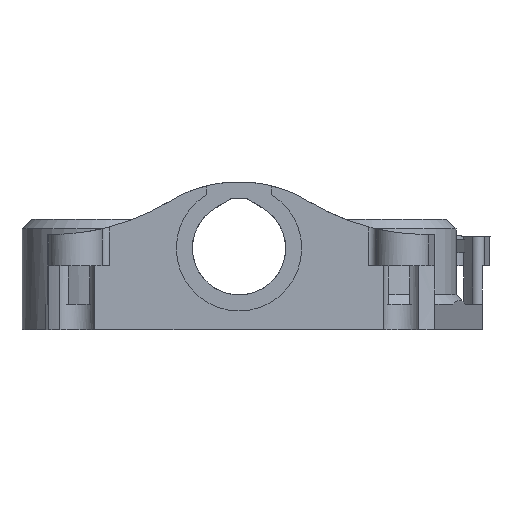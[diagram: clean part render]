
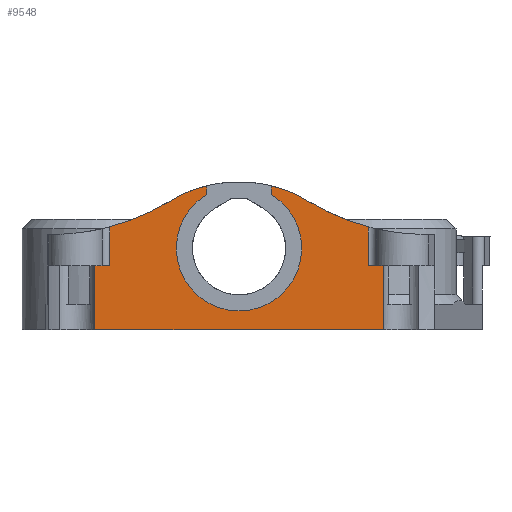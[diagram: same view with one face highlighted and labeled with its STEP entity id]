
A CAD part, front view. The second image highlights one B-rep face of the part: STEP entity #9548.
In plain terms, the highlighted planar face has unit normal (0, -1, 0).
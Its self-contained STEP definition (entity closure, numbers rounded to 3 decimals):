
#221=CIRCLE('',#9846,9.75);
#222=CIRCLE('',#9852,20.018);
#223=CIRCLE('',#9855,20.018);
#246=CIRCLE('',#9905,35.);
#247=CIRCLE('',#9918,35.);
#1717=FACE_OUTER_BOUND('',#2260,.T.);
#2260=EDGE_LOOP('',(#8732,#8733,#8734,#8735,#8736,#8737,#8738,#8739,#8740,
#8741,#8742,#8743,#8744,#8745));
#2748=LINE('',#18856,#3392);
#2874=LINE('',#20850,#3518);
#2879=LINE('',#20860,#3523);
#2920=LINE('',#21263,#3564);
#2921=LINE('',#21266,#3565);
#2922=LINE('',#21267,#3566);
#2923=LINE('',#21269,#3567);
#2924=LINE('',#21271,#3568);
#2925=LINE('',#21272,#3569);
#3392=VECTOR('',#10609,10.);
#3518=VECTOR('',#11059,10.);
#3523=VECTOR('',#11070,10.);
#3564=VECTOR('',#11265,10.);
#3565=VECTOR('',#11268,10.);
#3566=VECTOR('',#11269,10.);
#3567=VECTOR('',#11270,10.);
#3568=VECTOR('',#11271,10.);
#3569=VECTOR('',#11272,10.);
#4237=VERTEX_POINT('',#18853);
#4238=VERTEX_POINT('',#18855);
#4484=VERTEX_POINT('',#20848);
#4485=VERTEX_POINT('',#20849);
#4486=VERTEX_POINT('',#20854);
#4487=VERTEX_POINT('',#20858);
#4488=VERTEX_POINT('',#20869);
#4489=VERTEX_POINT('',#20876);
#4512=VERTEX_POINT('',#21035);
#4522=VERTEX_POINT('',#21209);
#4525=VERTEX_POINT('',#21261);
#4526=VERTEX_POINT('',#21265);
#4527=VERTEX_POINT('',#21268);
#4528=VERTEX_POINT('',#21270);
#5514=EDGE_CURVE('',#4238,#4237,#2748,.T.);
#5854=EDGE_CURVE('',#4484,#4485,#2874,.T.);
#5857=EDGE_CURVE('',#4486,#4484,#221,.T.);
#5860=EDGE_CURVE('',#4487,#4486,#2879,.T.);
#5865=EDGE_CURVE('',#4485,#4488,#222,.T.);
#5870=EDGE_CURVE('',#4489,#4487,#223,.T.);
#5924=EDGE_CURVE('',#4512,#4489,#246,.T.);
#5945=EDGE_CURVE('',#4488,#4522,#247,.T.);
#5953=EDGE_CURVE('',#4512,#4525,#2920,.T.);
#5954=EDGE_CURVE('',#4526,#4525,#2921,.T.);
#5955=EDGE_CURVE('',#4238,#4526,#2922,.T.);
#5956=EDGE_CURVE('',#4237,#4527,#2923,.T.);
#5957=EDGE_CURVE('',#4528,#4527,#2924,.T.);
#5958=EDGE_CURVE('',#4522,#4528,#2925,.T.);
#8732=ORIENTED_EDGE('',*,*,#5854,.F.);
#8733=ORIENTED_EDGE('',*,*,#5857,.F.);
#8734=ORIENTED_EDGE('',*,*,#5860,.F.);
#8735=ORIENTED_EDGE('',*,*,#5870,.F.);
#8736=ORIENTED_EDGE('',*,*,#5924,.F.);
#8737=ORIENTED_EDGE('',*,*,#5953,.T.);
#8738=ORIENTED_EDGE('',*,*,#5954,.F.);
#8739=ORIENTED_EDGE('',*,*,#5955,.F.);
#8740=ORIENTED_EDGE('',*,*,#5514,.T.);
#8741=ORIENTED_EDGE('',*,*,#5956,.T.);
#8742=ORIENTED_EDGE('',*,*,#5957,.F.);
#8743=ORIENTED_EDGE('',*,*,#5958,.F.);
#8744=ORIENTED_EDGE('',*,*,#5945,.F.);
#8745=ORIENTED_EDGE('',*,*,#5865,.F.);
#9063=PLANE('',#9925);
#9548=ADVANCED_FACE('',(#1717),#9063,.F.);
#9846=AXIS2_PLACEMENT_3D('',#20855,#11064,#11065);
#9852=AXIS2_PLACEMENT_3D('',#20870,#11083,#11084);
#9855=AXIS2_PLACEMENT_3D('',#20878,#11093,#11094);
#9905=AXIS2_PLACEMENT_3D('',#21046,#11217,#11218);
#9918=AXIS2_PLACEMENT_3D('',#21210,#11250,#11251);
#9925=AXIS2_PLACEMENT_3D('',#21264,#11266,#11267);
#10609=DIRECTION('',(1.,0.,0.));
#11059=DIRECTION('',(0.,0.,1.));
#11064=DIRECTION('center_axis',(0.,-1.,
0.));
#11065=DIRECTION('ref_axis',(1.,0.,0.));
#11070=DIRECTION('',(0.,0.,-1.));
#11083=DIRECTION('center_axis',(0.,1.,
0.));
#11084=DIRECTION('ref_axis',(0.,0.,
1.));
#11093=DIRECTION('center_axis',(0.,1.,
0.));
#11094=DIRECTION('ref_axis',(-0.523,0.,0.852));
#11217=DIRECTION('center_axis',(0.,-1.,
0.));
#11218=DIRECTION('ref_axis',(0.523,0.,-0.852));
#11250=DIRECTION('center_axis',(0.,-1.,
0.));
#11251=DIRECTION('ref_axis',(-0.057,0.,-0.998));
#11265=DIRECTION('',(0.,0.,-1.));
#11266=DIRECTION('center_axis',(0.,1.,
0.));
#11267=DIRECTION('ref_axis',(-1.,0.,0.));
#11268=DIRECTION('',(1.,0.,0.));
#11269=DIRECTION('',(0.,0.,1.));
#11270=DIRECTION('',(0.,0.,1.));
#11271=DIRECTION('',(1.,0.,0.));
#11272=DIRECTION('',(0.,0.,-1.));
#18853=CARTESIAN_POINT('',(22.4,-21.4,-42.4));
#18855=CARTESIAN_POINT('',(-22.4,-21.4,-42.4));
#18856=CARTESIAN_POINT('',(20.443,-21.4,-42.4));
#20848=CARTESIAN_POINT('',(5.,-21.4,-21.33));
#20849=CARTESIAN_POINT('',(5.,-21.4,-19.972));
#20850=CARTESIAN_POINT('',(5.,-21.4,-31.865));
#20854=CARTESIAN_POINT('',(-5.,-21.4,-21.33));
#20855=CARTESIAN_POINT('Origin',(0.,-21.4,
-29.7));
#20858=CARTESIAN_POINT('',(-5.,-21.4,-19.972));
#20860=CARTESIAN_POINT('',(-5.,-21.4,-31.151));
#20869=CARTESIAN_POINT('',(10.717,-21.4,-22.355));
#20870=CARTESIAN_POINT('Origin',(0.25,-21.4,-39.418));
#20876=CARTESIAN_POINT('',(-10.717,-21.4,-22.355));
#20878=CARTESIAN_POINT('Origin',(-0.25,-21.4,-39.418));
#21035=CARTESIAN_POINT('',(-20.135,-21.4,-26.375));
#21046=CARTESIAN_POINT('Origin',(-29.019,-21.4,7.479));
#21209=CARTESIAN_POINT('',(20.135,-21.4,-26.375));
#21210=CARTESIAN_POINT('Origin',(29.019,-21.4,7.479));
#21261=CARTESIAN_POINT('',(-20.135,-21.4,-32.4));
#21263=CARTESIAN_POINT('',(-20.135,-21.4,-42.4));
#21264=CARTESIAN_POINT('Origin',(22.4,-21.4,-42.4));
#21265=CARTESIAN_POINT('',(-22.4,-21.4,-32.4));
#21266=CARTESIAN_POINT('',(-20.135,-21.4,-32.4));
#21267=CARTESIAN_POINT('',(-22.4,-21.4,-42.4));
#21268=CARTESIAN_POINT('',(22.4,-21.4,-32.4));
#21269=CARTESIAN_POINT('',(22.4,-21.4,-42.4));
#21270=CARTESIAN_POINT('',(20.135,-21.4,-32.4));
#21271=CARTESIAN_POINT('',(20.135,-21.4,-32.4));
#21272=CARTESIAN_POINT('',(20.135,-21.4,-42.4));
